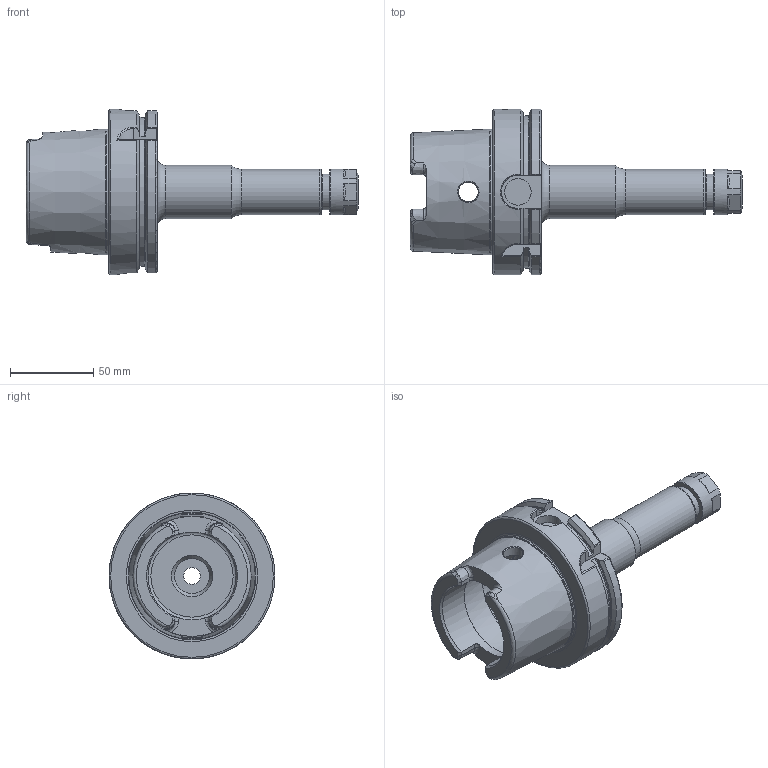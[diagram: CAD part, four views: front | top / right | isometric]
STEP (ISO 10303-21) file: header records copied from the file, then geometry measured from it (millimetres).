
FILE_DESCRIPTION(/* description */ (''),/* implementation_level */ '2;1');
FILE_NAME(/* name */ 'HSK100A-SX10-150.stp',/* time_stamp */ '2019-06-10T09:20:31-05:00',/* author */ ('ldfli'),/* organization */ ('Pioneer N.A.'),/* preprocessor_version */ 'ST-DEVELOPER v18',/* originating_system */ 'Autodesk Inventor LT',/* authorisation */ '');
FILE_SCHEMA (('AUTOMOTIVE_DESIGN { 1 0 10303 214 3 1 1 }'));
Length unit declared in the file: millimetre
Products named in the file (1): HSK100A-SX10-150
Bounding box: 200 x 100 x 100 mm (x, y, z)
Volume: 320208.8 mm3; surface area: 66835.1 mm2
Topology: 2 solids, 2 shells, 209 faces, 595 edges, 400 vertices
Faces by surface type: plane 74, bspline 46, cylinder 35, cone 28, torus 26
Full cylindrical faces by diameter (mm): 10 x1, 10.106 x1, 12 x2, 12.5 x1, 12.8 x1, 14.7 x1, 16 x1, 20.5 x1, 21 x1, 21.5 x1, 21.8 x1, 22.2 x1, 26 x1, 27.5 x2, 32 x1, 53 x2, 63 x1, 75.519 x1, 100 x1
Entity records: 9901 total; most frequent: CARTESIAN_POINT 4666, ORIENTED_EDGE 1194, DIRECTION 981, EDGE_CURVE 597, VERTEX_POINT 402, AXIS2_PLACEMENT_3D 394, EDGE_LOOP 227, CIRCLE 226
